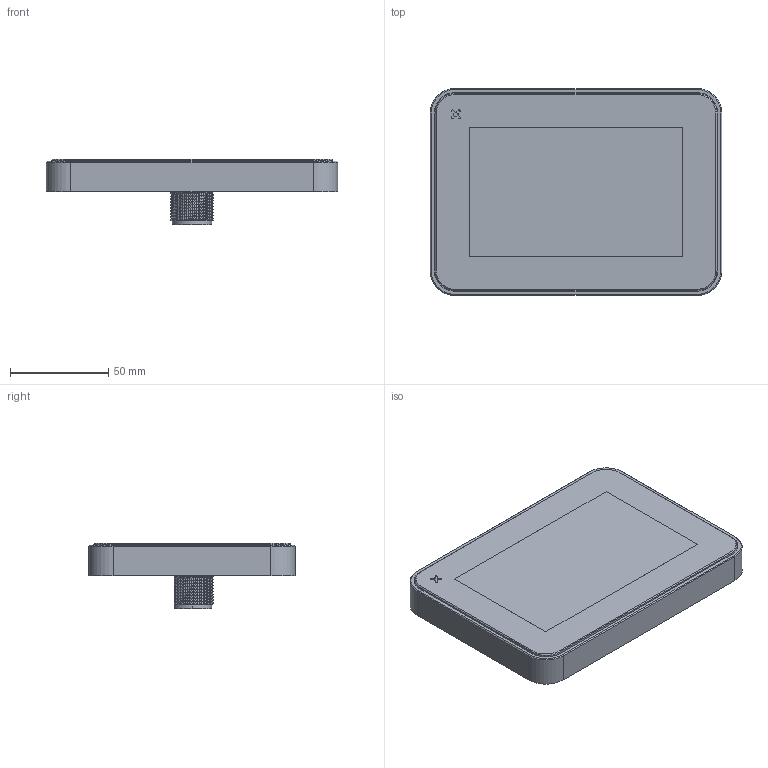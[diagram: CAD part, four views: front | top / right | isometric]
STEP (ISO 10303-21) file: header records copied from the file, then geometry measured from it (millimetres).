
FILE_DESCRIPTION (( 'STEP AP203' ), '1' );
FILE_NAME ('JSmart705 for custumers.STEP', '2020-08-21T08:25:49', ( '' ), ( '' ), 'SwSTEP 2.0', 'SolidWorks 2020', '' );
FILE_SCHEMA (( 'CONFIG_CONTROL_DESIGN' ));
Length unit declared in the file: mil
Products named in the file (1): JSmart705 for custumers
Bounding box: 148.3 x 105.1 x 33.45 mm (x, y, z)
Volume: 256180.3 mm3; surface area: 49926.1 mm2
Topology: 1 solids, 6 shells, 2097 faces, 6135 edges, 4058 vertices
Faces by surface type: plane 1903, cylinder 122, bspline 52, cone 20
Entity records: 84083 total; most frequent: CARTESIAN_POINT 29017, ORIENTED_EDGE 12270, DIRECTION 10163, EDGE_CURVE 6135, LINE 5743, VECTOR 5743, VERTEX_POINT 4058, AXIS2_PLACEMENT_3D 2210
